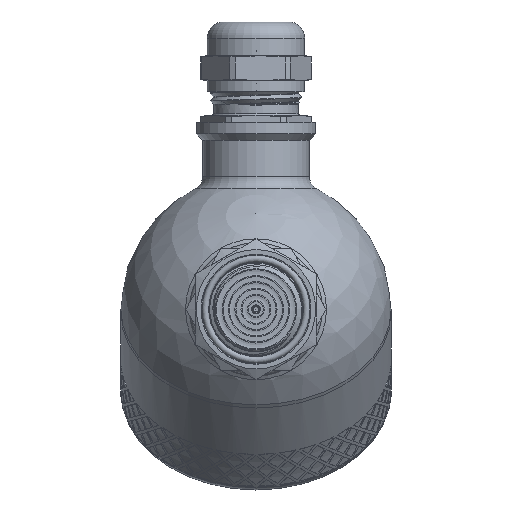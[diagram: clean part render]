
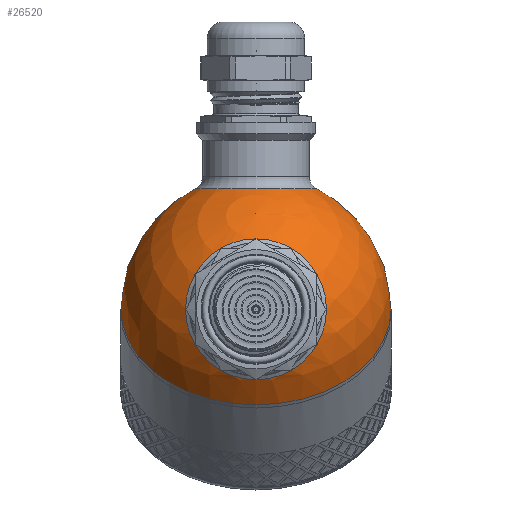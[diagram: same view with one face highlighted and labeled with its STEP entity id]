
A CAD part, left-side view. The second image highlights one B-rep face of the part: STEP entity #26520.
In plain terms, the highlighted spherical face has radius 30 mm.
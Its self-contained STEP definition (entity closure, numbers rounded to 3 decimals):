
#16=SPHERICAL_SURFACE('',#28272,30.);
#1141=FACE_BOUND('',#4236,.T.);
#1142=FACE_BOUND('',#4237,.T.);
#2496=FACE_OUTER_BOUND('',#4235,.T.);
#4235=EDGE_LOOP('',(#20419,#20420,#20421,#20422));
#4236=EDGE_LOOP('',(#20423));
#4237=EDGE_LOOP('',(#20424));
#5802=CIRCLE('',#28269,15.643);
#5805=CIRCLE('',#28273,30.);
#5806=CIRCLE('',#28274,30.);
#5807=CIRCLE('',#28275,30.);
#5808=CIRCLE('',#28276,13.5);
#11289=VERTEX_POINT('',#46844);
#11291=VERTEX_POINT('',#46850);
#11292=VERTEX_POINT('',#46851);
#11293=VERTEX_POINT('',#46853);
#11294=VERTEX_POINT('',#46856);
#14616=EDGE_CURVE('',#11289,#11289,#5802,.T.);
#14619=EDGE_CURVE('',#11291,#11292,#5805,.T.);
#14620=EDGE_CURVE('',#11291,#11293,#5806,.T.);
#14621=EDGE_CURVE('',#11292,#11291,#5807,.T.);
#14622=EDGE_CURVE('',#11294,#11294,#5808,.T.);
#20419=ORIENTED_EDGE('',*,*,#14619,.F.);
#20420=ORIENTED_EDGE('',*,*,#14620,.T.);
#20421=ORIENTED_EDGE('',*,*,#14620,.F.);
#20422=ORIENTED_EDGE('',*,*,#14621,.F.);
#20423=ORIENTED_EDGE('',*,*,#14616,.F.);
#20424=ORIENTED_EDGE('',*,*,#14622,.F.);
#26520=ADVANCED_FACE('',(#2496,#1141,#1142),#16,.T.);
#28269=AXIS2_PLACEMENT_3D('',#46845,#30546,#30547);
#28272=AXIS2_PLACEMENT_3D('',#46849,#30552,#30553);
#28273=AXIS2_PLACEMENT_3D('',#46852,#30554,#30555);
#28274=AXIS2_PLACEMENT_3D('',#46854,#30556,#30557);
#28275=AXIS2_PLACEMENT_3D('',#46855,#30558,#30559);
#28276=AXIS2_PLACEMENT_3D('',#46857,#30560,#30561);
#30546=DIRECTION('center_axis',(-0.707,0.,0.707));
#30547=DIRECTION('ref_axis',(0.707,0.,0.707));
#30552=DIRECTION('center_axis',(1.,0.,0.));
#30553=DIRECTION('ref_axis',(0.,-1.,0.));
#30554=DIRECTION('center_axis',(1.,0.,0.));
#30555=DIRECTION('ref_axis',(0.,1.,0.));
#30556=DIRECTION('center_axis',(0.,0.,1.));
#30557=DIRECTION('ref_axis',(0.,1.,0.));
#30558=DIRECTION('center_axis',(1.,0.,0.));
#30559=DIRECTION('ref_axis',(0.,1.,0.));
#30560=DIRECTION('center_axis',(-0.707,0.,-0.707));
#30561=DIRECTION('ref_axis',(-0.707,0.,0.707));
#46844=CARTESIAN_POINT('',(-29.162,0.,7.04));
#46845=CARTESIAN_POINT('Origin',(-18.101,0.,18.101));
#46849=CARTESIAN_POINT('Origin',(0.,0.,0.));
#46850=CARTESIAN_POINT('',(0.,30.,0.));
#46851=CARTESIAN_POINT('',(0.,-30.,0.));
#46852=CARTESIAN_POINT('Origin',(0.,0.,0.));
#46853=CARTESIAN_POINT('',(-30.,0.,0.));
#46854=CARTESIAN_POINT('Origin',(0.,0.,0.));
#46855=CARTESIAN_POINT('Origin',(0.,0.,0.));
#46856=CARTESIAN_POINT('',(-9.398,0.,-28.49));
#46857=CARTESIAN_POINT('Origin',(-18.944,0.,-18.944));
